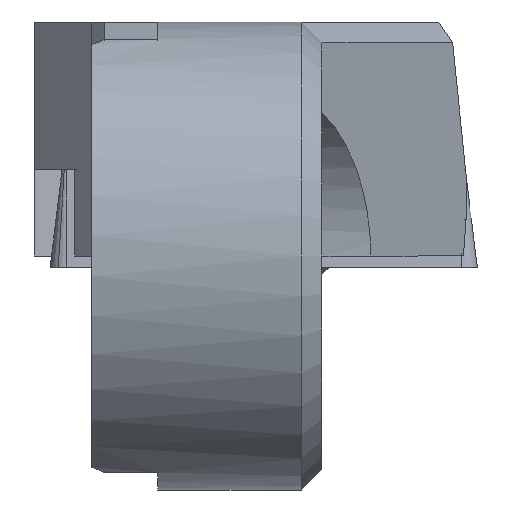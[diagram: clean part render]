
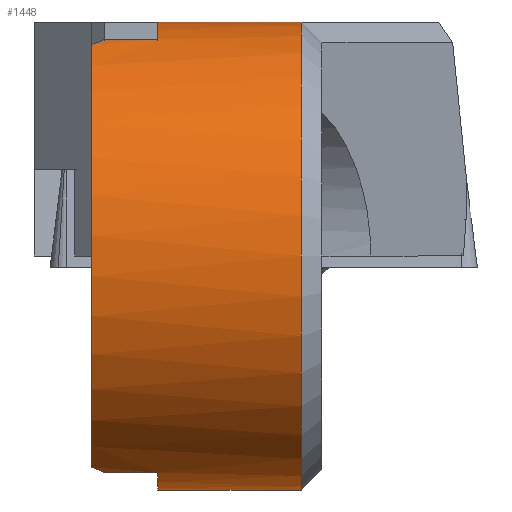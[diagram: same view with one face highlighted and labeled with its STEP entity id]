
A CAD part, left-side view. The second image highlights one B-rep face of the part: STEP entity #1448.
In plain terms, the highlighted cylindrical face has radius 5.7 mm (diameter 11.4 mm), a partial arc.
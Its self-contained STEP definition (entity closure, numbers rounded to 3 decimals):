
#586=EDGE_CURVE('NONE',#610,#686,#1574,.T.);
#610=VERTEX_POINT('NONE',#1599);
#622=VERTEX_POINT('NONE',#1613);
#644=VERTEX_POINT('',#1638);
#652=VERTEX_POINT('NONE',#1646);
#670=EDGE_CURVE('NONE',#684,#1352,#1666,.T.);
#684=VERTEX_POINT('NONE',#1682);
#686=VERTEX_POINT('NONE',#1684);
#702=EDGE_CURVE('NONE',#1210,#652,#1700,.T.);
#706=EDGE_CURVE('NONE',#622,#1006,#1704,.T.);
#710=EDGE_CURVE('',#1384,#644,#1708,.T.);
#782=EDGE_CURVE('NONE',#684,#1210,#1790,.T.);
#928=EDGE_CURVE('NONE',#652,#1384,#1955,.T.);
#1006=VERTEX_POINT('NONE',#2037);
#1024=EDGE_CURVE('NONE',#1006,#610,#2058,.T.);
#1210=VERTEX_POINT('NONE',#2265);
#1352=VERTEX_POINT('NONE',#2422);
#1372=EDGE_CURVE('NONE',#686,#1352,#2445,.T.);
#1384=VERTEX_POINT('',#2458);
#1430=EDGE_CURVE('NONE',#644,#622,#2509,.T.);
#1448=ADVANCED_FACE('NONE',(#2528),#2529,.T.);
#1574=LINE('',#2692,#2693);
#1599=CARTESIAN_POINT('',(-2.15,-1.6,5.279));
#1613=CARTESIAN_POINT('',(0.0,-5.1,5.7));
#1638=CARTESIAN_POINT('',(0.,-5.1,-5.7));
#1646=CARTESIAN_POINT('',(-2.15,-1.6,-5.279));
#1666=CIRCLE('',#2809,5.7);
#1682=CARTESIAN_POINT('',(-2.45,0.,-5.147));
#1684=CARTESIAN_POINT('',(-2.15,-0.3,5.279));
#1700=LINE('',#2854,#2855);
#1704=LINE('',#2861,#2862);
#1708=LINE('',#2869,#2870);
#1790=(B_SPLINE_CURVE(3,(#2976,#2977,#2978,#2979),.UNSPECIFIED.,.F.,.F.)B_SPLINE_CURVE_WITH_KNOTS((4,4),(1.126,1.184),.UNSPECIFIED.)RATIONAL_B_SPLINE_CURVE((1.0,1.,1.,1.0))BOUNDED_CURVE()REPRESENTATION_ITEM('')GEOMETRIC_REPRESENTATION_ITEM()CURVE());
#1955=CIRCLE('',#3220,5.7);
#2037=CARTESIAN_POINT('',(0.0,-1.6,5.7));
#2058=CIRCLE('',#3368,5.7);
#2265=CARTESIAN_POINT('',(-2.15,-0.3,-5.279));
#2422=CARTESIAN_POINT('',(-2.45,0.,5.147));
#2445=(B_SPLINE_CURVE(3,(#3883,#3884,#3885,#3886),.UNSPECIFIED.,.F.,.F.)B_SPLINE_CURVE_WITH_KNOTS((4,4),(5.099,5.157),.UNSPECIFIED.)RATIONAL_B_SPLINE_CURVE((1.0,1.,1.,1.0))BOUNDED_CURVE()REPRESENTATION_ITEM('')GEOMETRIC_REPRESENTATION_ITEM()CURVE());
#2458=CARTESIAN_POINT('',(0.,-1.6,-5.7));
#2509=CIRCLE('',#3975,5.7);
#2528=FACE_OUTER_BOUND('',#4004,.T.);
#2529=CYLINDRICAL_SURFACE('',#4005,5.7);
#2692=CARTESIAN_POINT('',(-2.15,0.0,5.279));
#2693=VECTOR('',#4118,1000.0);
#2809=AXIS2_PLACEMENT_3D('',#4227,#4228,#4229);
#2854=CARTESIAN_POINT('',(-2.15,0.0,-5.279));
#2855=VECTOR('',#4256,1000.0);
#2861=CARTESIAN_POINT('',(0.0,-5.6,5.7));
#2862=VECTOR('',#4260,1000.0);
#2869=CARTESIAN_POINT('',(0.,0.0,-5.7));
#2870=VECTOR('',#4262,1.0);
#2976=CARTESIAN_POINT('',(-2.45,0.,-5.147));
#2977=CARTESIAN_POINT('',(-2.351,-0.099,-5.194));
#2978=CARTESIAN_POINT('',(-2.251,-0.199,-5.238));
#2979=CARTESIAN_POINT('',(-2.15,-0.3,-5.279));
#3220=AXIS2_PLACEMENT_3D('',#4609,#4610,#4611);
#3368=AXIS2_PLACEMENT_3D('',#4739,#4740,#4741);
#3883=CARTESIAN_POINT('',(-2.15,-0.3,5.279));
#3884=CARTESIAN_POINT('',(-2.251,-0.199,5.238));
#3885=CARTESIAN_POINT('',(-2.351,-0.099,5.194));
#3886=CARTESIAN_POINT('',(-2.45,0.,5.147));
#3975=AXIS2_PLACEMENT_3D('',#5248,#5249,#5250);
#4004=EDGE_LOOP('',(#5275,#5276,#5277,#5278,#5279,#5280,#5281,#5282,#5283,#5284));
#4005=AXIS2_PLACEMENT_3D('',#5285,#5286,#5287);
#4118=DIRECTION('',(-0.0,1.0,0.0));
#4227=CARTESIAN_POINT('',(0.0,0.,0.0));
#4228=DIRECTION('',(0.0,1.0,0.0));
#4229=DIRECTION('',(0.0,0.0,1.0));
#4256=DIRECTION('',(0.0,-1.0,0.0));
#4260=DIRECTION('',(0.0,1.0,0.0));
#4262=DIRECTION('',(0.0,-1.0,0.0));
#4609=CARTESIAN_POINT('',(0.0,-1.6,0.0));
#4610=DIRECTION('',(0.0,-1.0,0.0));
#4611=DIRECTION('',(0.0,0.0,-1.0));
#4739=CARTESIAN_POINT('',(0.0,-1.6,0.0));
#4740=DIRECTION('',(0.0,-1.0,0.0));
#4741=DIRECTION('',(0.0,0.0,-1.0));
#5248=CARTESIAN_POINT('',(0.0,-5.1,0.0));
#5249=DIRECTION('',(0.0,1.0,0.0));
#5250=DIRECTION('',(0.0,0.0,1.0));
#5275=ORIENTED_EDGE('',*,*,#710,.T.);
#5276=ORIENTED_EDGE('',*,*,#1430,.T.);
#5277=ORIENTED_EDGE('',*,*,#706,.T.);
#5278=ORIENTED_EDGE('',*,*,#1024,.T.);
#5279=ORIENTED_EDGE('',*,*,#586,.T.);
#5280=ORIENTED_EDGE('',*,*,#1372,.T.);
#5281=ORIENTED_EDGE('',*,*,#670,.F.);
#5282=ORIENTED_EDGE('',*,*,#782,.T.);
#5283=ORIENTED_EDGE('',*,*,#702,.T.);
#5284=ORIENTED_EDGE('',*,*,#928,.T.);
#5285=CARTESIAN_POINT('',(0.0,0.0,0.0));
#5286=DIRECTION('',(-0.0,1.0,-0.0));
#5287=DIRECTION('',(0.0,0.0,1.0));
